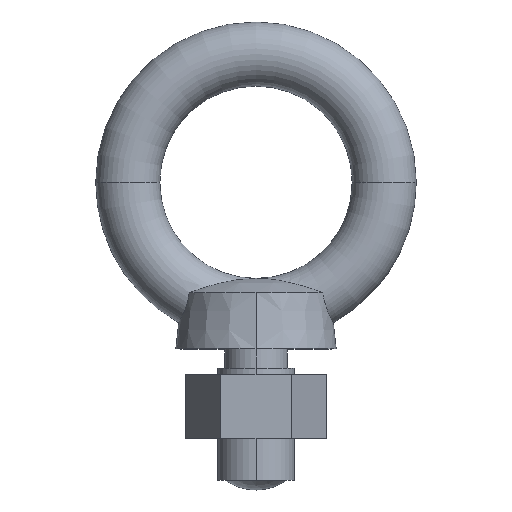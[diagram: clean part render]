
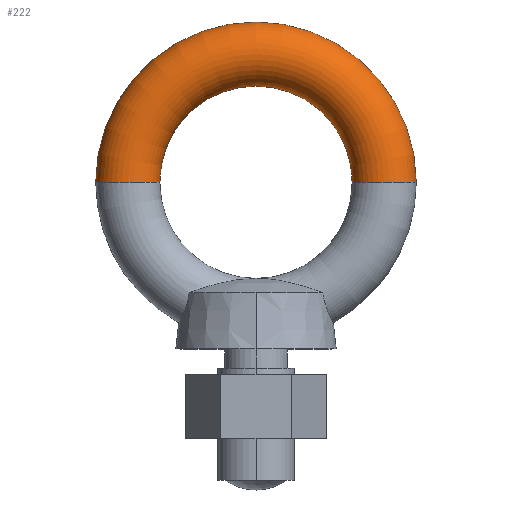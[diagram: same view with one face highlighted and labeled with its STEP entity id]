
A CAD part, top view. The second image highlights one B-rep face of the part: STEP entity #222.
In plain terms, the highlighted toroidal (fillet/blend) face has major radius 20 mm and minor radius 5 mm.
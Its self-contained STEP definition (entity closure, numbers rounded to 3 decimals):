
#33 = VERTEX_POINT ( 'NONE', #266 ) ;
#151 = VERTEX_POINT ( 'NONE', #613 ) ;
#152 = VERTEX_POINT ( 'NONE', #612 ) ;
#186 = EDGE_CURVE ( 'NONE', #33, #151, #665, .T. ) ;
#192 = VERTEX_POINT ( 'NONE', #654 ) ;
#195 = EDGE_CURVE ( 'NONE', #192, #152, #652, .T. ) ;
#211 = EDGE_CURVE ( 'NONE', #152, #151, #926, .T. ) ;
#215 = ORIENTED_EDGE ( 'NONE', *, *, #211, .T. ) ;
#222 = ADVANCED_FACE ( 'NONE', ( #738 ), #919, .T. ) ;
#223 = EDGE_CURVE ( 'NONE', #192, #33, #915, .T. ) ;
#232 = EDGE_LOOP ( 'NONE', ( #253, #415, #247, #215 ) ) ;
#247 = ORIENTED_EDGE ( 'NONE', *, *, #195, .T. ) ;
#253 = ORIENTED_EDGE ( 'NONE', *, *, #186, .F. ) ;
#266 = CARTESIAN_POINT ( 'NONE',  ( -25., 0., 0. ) ) ;
#415 = ORIENTED_EDGE ( 'NONE', *, *, #223, .F. ) ;
#612 = CARTESIAN_POINT ( 'NONE',  ( 15., 0., 0. ) ) ;
#613 = CARTESIAN_POINT ( 'NONE',  ( 25., 0., 0. ) ) ;
#648 = DIRECTION ( 'NONE',  ( -1., 0., 0. ) ) ;
#649 = DIRECTION ( 'NONE',  ( 0., 0., -1. ) ) ;
#650 = CARTESIAN_POINT ( 'NONE',  ( 0., 0., 0. ) ) ;
#651 = AXIS2_PLACEMENT_3D ( 'NONE', #650, #649, #648 ) ;
#652 = CIRCLE ( 'NONE', #651, 15. ) ;
#654 = CARTESIAN_POINT ( 'NONE',  ( -15., 0., 0. ) ) ;
#661 = DIRECTION ( 'NONE',  ( -1., 0., 0. ) ) ;
#662 = DIRECTION ( 'NONE',  ( 0., 0., -1. ) ) ;
#663 = CARTESIAN_POINT ( 'NONE',  ( 0., 0., 0. ) ) ;
#664 = AXIS2_PLACEMENT_3D ( 'NONE', #663, #662, #661 ) ;
#665 = CIRCLE ( 'NONE', #664, 25. ) ;
#737 = CARTESIAN_POINT ( 'NONE',  ( 0., 0., 0. ) ) ;
#738 = FACE_OUTER_BOUND ( 'NONE', #232, .T. ) ;
#911 = DIRECTION ( 'NONE',  ( 0., 0., -1. ) ) ;
#912 = DIRECTION ( 'NONE',  ( 0., -1., 0. ) ) ;
#913 = CARTESIAN_POINT ( 'NONE',  ( -20., 0., 0. ) ) ;
#914 = AXIS2_PLACEMENT_3D ( 'NONE', #913, #912, #911 ) ;
#915 = CIRCLE ( 'NONE', #914, 5. ) ;
#916 = DIRECTION ( 'NONE',  ( -1., 0., 0. ) ) ;
#917 = DIRECTION ( 'NONE',  ( 0., 0., -1. ) ) ;
#918 = AXIS2_PLACEMENT_3D ( 'NONE', #737, #917, #916 ) ;
#919 = TOROIDAL_SURFACE ( 'NONE', #918, 20., 5. ) ;
#922 = DIRECTION ( 'NONE',  ( -1., 0., 0. ) ) ;
#923 = DIRECTION ( 'NONE',  ( 0., 1., 0. ) ) ;
#924 = AXIS2_PLACEMENT_3D ( 'NONE', #925, #923, #922 ) ;
#925 = CARTESIAN_POINT ( 'NONE',  ( 20., 0., 0. ) ) ;
#926 = CIRCLE ( 'NONE', #924, 5. ) ;
